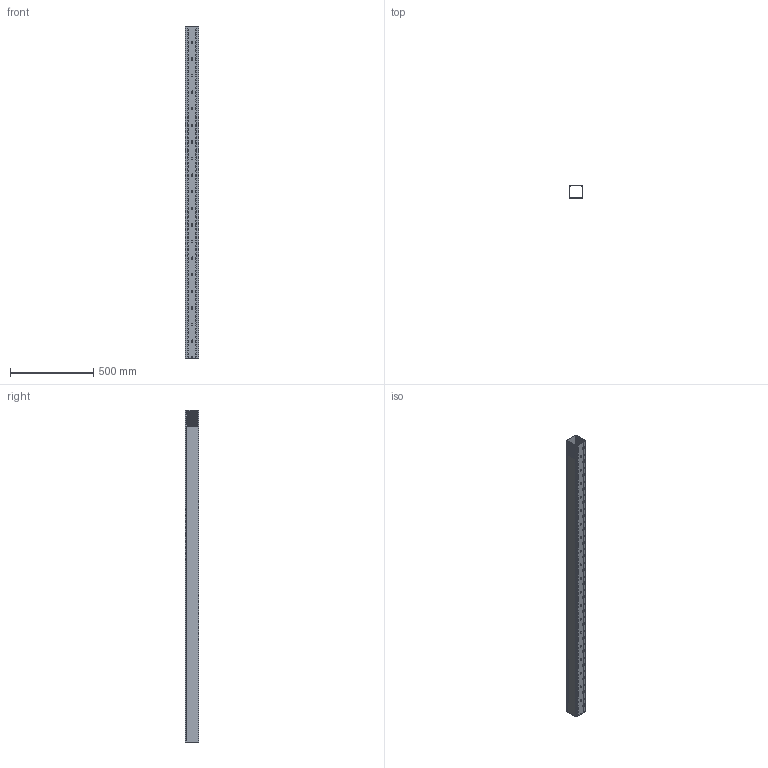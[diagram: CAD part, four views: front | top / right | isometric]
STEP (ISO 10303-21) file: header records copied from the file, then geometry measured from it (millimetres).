
FILE_DESCRIPTION (( 'STEP AP203' ), '1' );
FILE_NAME ('T1E-3030GA-1.step', '2023-06-22T20:22:10', ( '' ), ( '' ), 'SwSTEP 2.0', 'SolidWorks 2021', '' );
FILE_SCHEMA (( 'CONFIG_CONTROL_DESIGN' ));
Length unit declared in the file: millimetre
Products named in the file (1): T1E-3030GA-1
Bounding box: 80 x 80.79 x 2000 mm (x, y, z)
Volume: 1174389.9 mm3; surface area: 1441559.1 mm2
Topology: 4 solids, 4 shells, 1585 faces, 4611 edges, 3074 vertices
Faces by surface type: plane 774, cylinder 731, cone 80
Entity records: 53566 total; most frequent: CARTESIAN_POINT 9511, DIRECTION 9285, ORIENTED_EDGE 9222, EDGE_CURVE 4611, AXIS2_PLACEMENT_3D 3168, VERTEX_POINT 3074, LINE 2949, VECTOR 2949
